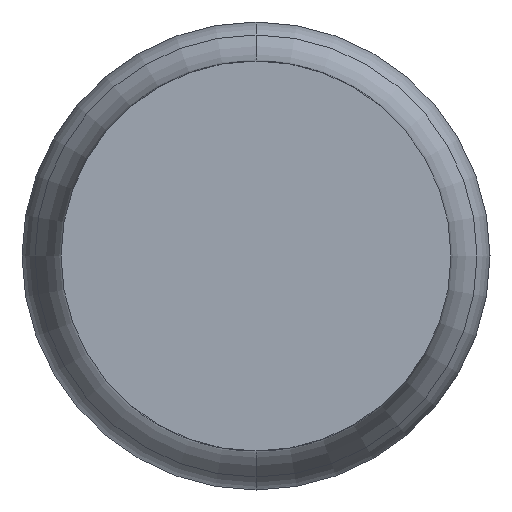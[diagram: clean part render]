
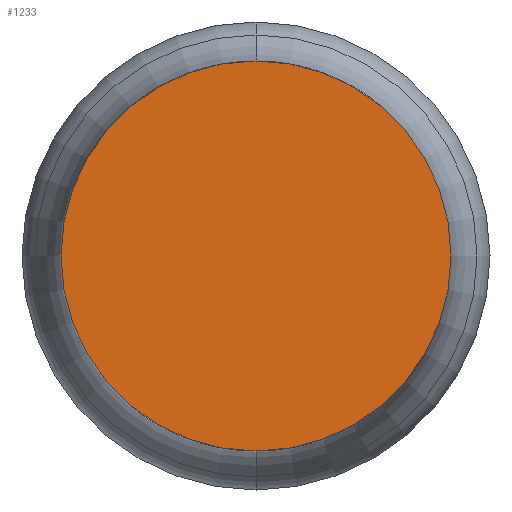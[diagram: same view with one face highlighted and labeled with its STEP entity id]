
A CAD part, front view. The second image highlights one B-rep face of the part: STEP entity #1233.
In plain terms, the highlighted planar face has unit normal (0, -1, 0).
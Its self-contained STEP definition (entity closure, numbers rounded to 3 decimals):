
#165 = CARTESIAN_POINT ( 'NONE',  ( 0., -32.7, 0.25 ) ) ;
#183 = PLANE ( 'NONE',  #2407 ) ;
#388 = CIRCLE ( 'NONE', #3341, 0.25 ) ;
#406 = EDGE_LOOP ( 'NONE', ( #2989, #3629 ) ) ;
#565 = VERTEX_POINT ( 'NONE', #2757 ) ;
#739 = VERTEX_POINT ( 'NONE', #165 ) ;
#1027 = EDGE_CURVE ( 'Defeature ausgef�hrt6_10+Defeature ausgef�hrt6_9+Defeature ausgef�hrt6_9+Defeature ausgef�hrt6_9', #565, #739, #3547, .T. ) ;
#1045 = DIRECTION ( 'NONE',  ( 0., -1., 0. ) ) ;
#1167 = EDGE_CURVE ( 'Defeature ausgef�hrt6_10+Defeature ausgef�hrt6_9+Defeature ausgef�hrt6_9+Defeature ausgef�hrt6_9', #739, #565, #388, .T. ) ;
#1233 = ADVANCED_FACE ( 'Defeature ausgef�hrt6_9', ( #1984 ), #183, .T. ) ;
#1276 = DIRECTION ( 'NONE',  ( 0., 0., 1. ) ) ;
#1290 = DIRECTION ( 'NONE',  ( 0., 1., 0. ) ) ;
#1301 = DIRECTION ( 'NONE',  ( 0., 0., 1. ) ) ;
#1939 = DIRECTION ( 'NONE',  ( 0., 0., -1. ) ) ;
#1984 = FACE_OUTER_BOUND ( 'NONE', #406, .T. ) ;
#2407 = AXIS2_PLACEMENT_3D ( 'NONE', #2816, #1045, #1939 ) ;
#2487 = CARTESIAN_POINT ( 'NONE',  ( 0., -32.7, 0. ) ) ;
#2691 = AXIS2_PLACEMENT_3D ( 'NONE', #2487, #1290, #1276 ) ;
#2751 = CARTESIAN_POINT ( 'NONE',  ( 0., -32.7, 0. ) ) ;
#2757 = CARTESIAN_POINT ( 'NONE',  ( 0., -32.7, -0.25 ) ) ;
#2816 = CARTESIAN_POINT ( 'NONE',  ( -0.25, -32.7, 0. ) ) ;
#2989 = ORIENTED_EDGE ( 'NONE', *, *, #1167, .F. ) ;
#3040 = DIRECTION ( 'NONE',  ( 0., 1., 0. ) ) ;
#3341 = AXIS2_PLACEMENT_3D ( 'NONE', #2751, #3040, #1301 ) ;
#3547 = CIRCLE ( 'NONE', #2691, 0.25 ) ;
#3629 = ORIENTED_EDGE ( 'NONE', *, *, #1027, .F. ) ;
